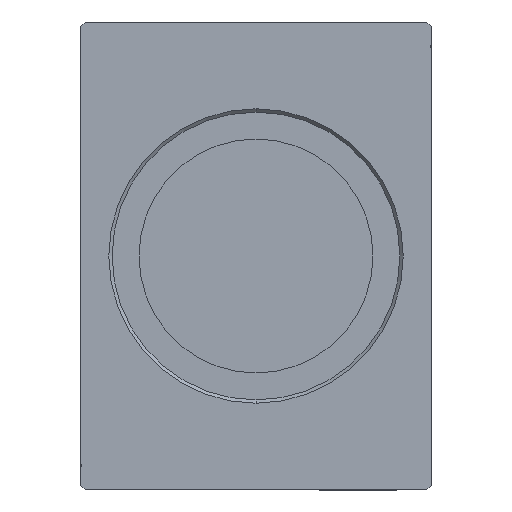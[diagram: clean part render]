
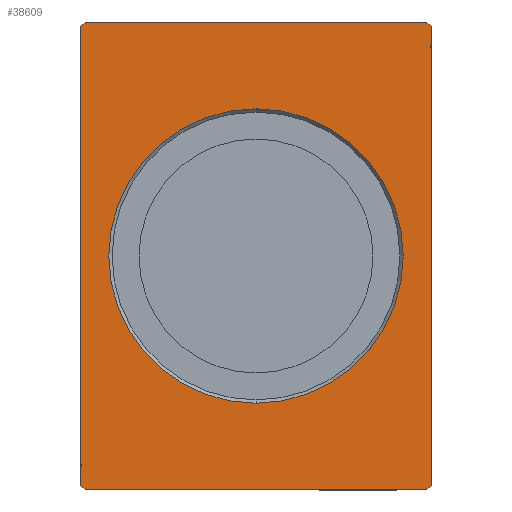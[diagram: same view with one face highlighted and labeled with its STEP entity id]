
A CAD part, left-side view. The second image highlights one B-rep face of the part: STEP entity #38609.
In plain terms, the highlighted planar face has unit normal (-1, 0, 0).
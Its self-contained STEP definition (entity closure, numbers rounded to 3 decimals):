
#153 = VERTEX_POINT ( 'NONE', #27331 ) ;
#541 = ORIENTED_EDGE ( 'NONE', *, *, #29254, .F. ) ;
#554 = CARTESIAN_POINT ( 'NONE',  ( 0., 36.5, 50. ) ) ;
#743 = CARTESIAN_POINT ( 'NONE',  ( 0., 0., 31.45 ) ) ;
#758 = LINE ( 'NONE', #554, #32319 ) ;
#1208 = CARTESIAN_POINT ( 'NONE',  ( 0., -36.5, 50. ) ) ;
#1463 = EDGE_CURVE ( 'NONE', #32845, #24145, #38319, .T. ) ;
#1805 = VERTEX_POINT ( 'NONE', #18088 ) ;
#1991 = VECTOR ( 'NONE', #19467, 1000. ) ;
#2353 = EDGE_CURVE ( 'NONE', #17375, #40695, #10146, .T. ) ;
#3027 = AXIS2_PLACEMENT_3D ( 'NONE', #6443, #6654, #19621 ) ;
#3202 = ORIENTED_EDGE ( 'NONE', *, *, #27470, .T. ) ;
#3783 = VECTOR ( 'NONE', #36257, 1000. ) ;
#4998 = VECTOR ( 'NONE', #7512, 1000. ) ;
#5209 = VERTEX_POINT ( 'NONE', #27703 ) ;
#5428 = CARTESIAN_POINT ( 'NONE',  ( 0., -37.5, -49. ) ) ;
#5688 = VECTOR ( 'NONE', #27918, 1000. ) ;
#6287 = CARTESIAN_POINT ( 'NONE',  ( 0., -36.5, -50. ) ) ;
#6443 = CARTESIAN_POINT ( 'NONE',  ( 0., 0., 0. ) ) ;
#6654 = DIRECTION ( 'NONE',  ( 1., 0., 0. ) ) ;
#7353 = DIRECTION ( 'NONE',  ( 0., -1., 0. ) ) ;
#7512 = DIRECTION ( 'NONE',  ( 0., 0., -1. ) ) ;
#7810 = CIRCLE ( 'NONE', #31593, 31.45 ) ;
#8734 = AXIS2_PLACEMENT_3D ( 'NONE', #27480, #40441, #24294 ) ;
#9122 = VECTOR ( 'NONE', #10773, 1000. ) ;
#10146 = LINE ( 'NONE', #1208, #9122 ) ;
#10297 = CARTESIAN_POINT ( 'NONE',  ( 0., 37.5, 49. ) ) ;
#10773 = DIRECTION ( 'NONE',  ( 0., -0.707, -0.707 ) ) ;
#10998 = EDGE_LOOP ( 'NONE', ( #3202, #27778 ) ) ;
#12121 = CARTESIAN_POINT ( 'NONE',  ( 0., -36.5, 50. ) ) ;
#13601 = ORIENTED_EDGE ( 'NONE', *, *, #23126, .F. ) ;
#14293 = FACE_OUTER_BOUND ( 'NONE', #37217, .T. ) ;
#14339 = DIRECTION ( 'NONE',  ( 0., 0., -1. ) ) ;
#15169 = CARTESIAN_POINT ( 'NONE',  ( 0., 37.5, 49. ) ) ;
#16699 = LINE ( 'NONE', #6287, #1991 ) ;
#17130 = CARTESIAN_POINT ( 'NONE',  ( 0., 36.5, -50. ) ) ;
#17323 = CARTESIAN_POINT ( 'NONE',  ( 0., 0., 0. ) ) ;
#17375 = VERTEX_POINT ( 'NONE', #12121 ) ;
#17497 = LINE ( 'NONE', #39822, #4998 ) ;
#17533 = DIRECTION ( 'NONE',  ( 1., 0., 0. ) ) ;
#18088 = CARTESIAN_POINT ( 'NONE',  ( 0., 36.5, -50. ) ) ;
#19070 = EDGE_CURVE ( 'NONE', #40695, #22843, #17497, .T. ) ;
#19467 = DIRECTION ( 'NONE',  ( 0., 1., 0. ) ) ;
#19621 = DIRECTION ( 'NONE',  ( 0., 0., -1. ) ) ;
#20821 = ORIENTED_EDGE ( 'NONE', *, *, #2353, .F. ) ;
#22640 = CARTESIAN_POINT ( 'NONE',  ( 0., 0., -31.45 ) ) ;
#22715 = CIRCLE ( 'NONE', #3027, 31.45 ) ;
#22843 = VERTEX_POINT ( 'NONE', #5428 ) ;
#23126 = EDGE_CURVE ( 'NONE', #24145, #5209, #33252, .T. ) ;
#23153 = ORIENTED_EDGE ( 'NONE', *, *, #40173, .F. ) ;
#23295 = CARTESIAN_POINT ( 'NONE',  ( 0., -37.5, -49. ) ) ;
#24145 = VERTEX_POINT ( 'NONE', #15169 ) ;
#24294 = DIRECTION ( 'NONE',  ( 0., 0., -1. ) ) ;
#24568 = LINE ( 'NONE', #17130, #25597 ) ;
#25235 = EDGE_CURVE ( 'NONE', #25947, #27425, #22715, .T. ) ;
#25597 = VECTOR ( 'NONE', #30322, 1000. ) ;
#25947 = VERTEX_POINT ( 'NONE', #22640 ) ;
#26359 = ORIENTED_EDGE ( 'NONE', *, *, #32943, .F. ) ;
#27273 = PLANE ( 'NONE',  #8734 ) ;
#27331 = CARTESIAN_POINT ( 'NONE',  ( 0., -36.5, -50. ) ) ;
#27425 = VERTEX_POINT ( 'NONE', #743 ) ;
#27470 = EDGE_CURVE ( 'NONE', #27425, #25947, #7810, .T. ) ;
#27480 = CARTESIAN_POINT ( 'NONE',  ( 0., 0., 0. ) ) ;
#27703 = CARTESIAN_POINT ( 'NONE',  ( 0., 36.5, 50. ) ) ;
#27778 = ORIENTED_EDGE ( 'NONE', *, *, #25235, .T. ) ;
#27918 = DIRECTION ( 'NONE',  ( 0., 0., 1. ) ) ;
#28320 = CARTESIAN_POINT ( 'NONE',  ( 0., -37.5, 49. ) ) ;
#29254 = EDGE_CURVE ( 'NONE', #5209, #17375, #758, .T. ) ;
#29392 = EDGE_CURVE ( 'NONE', #22843, #153, #30096, .T. ) ;
#30096 = LINE ( 'NONE', #23295, #3783 ) ;
#30322 = DIRECTION ( 'NONE',  ( 0., 0.707, 0.707 ) ) ;
#30464 = FACE_BOUND ( 'NONE', #10998, .T. ) ;
#30894 = CARTESIAN_POINT ( 'NONE',  ( 0., 37.5, -49. ) ) ;
#31593 = AXIS2_PLACEMENT_3D ( 'NONE', #17323, #17533, #14339 ) ;
#32319 = VECTOR ( 'NONE', #7353, 1000. ) ;
#32845 = VERTEX_POINT ( 'NONE', #36885 ) ;
#32943 = EDGE_CURVE ( 'NONE', #1805, #32845, #24568, .T. ) ;
#33252 = LINE ( 'NONE', #10297, #41746 ) ;
#34952 = ORIENTED_EDGE ( 'NONE', *, *, #19070, .F. ) ;
#36019 = DIRECTION ( 'NONE',  ( 0., -0.707, 0.707 ) ) ;
#36257 = DIRECTION ( 'NONE',  ( 0., 0.707, -0.707 ) ) ;
#36885 = CARTESIAN_POINT ( 'NONE',  ( 0., 37.5, -49. ) ) ;
#37217 = EDGE_LOOP ( 'NONE', ( #13601, #38483, #26359, #23153, #38849, #34952, #20821, #541 ) ) ;
#38319 = LINE ( 'NONE', #30894, #5688 ) ;
#38483 = ORIENTED_EDGE ( 'NONE', *, *, #1463, .F. ) ;
#38609 = ADVANCED_FACE ( 'NONE', ( #30464, #14293 ), #27273, .F. ) ;
#38849 = ORIENTED_EDGE ( 'NONE', *, *, #29392, .F. ) ;
#39822 = CARTESIAN_POINT ( 'NONE',  ( 0., -37.5, 49. ) ) ;
#40173 = EDGE_CURVE ( 'NONE', #153, #1805, #16699, .T. ) ;
#40441 = DIRECTION ( 'NONE',  ( 1., 0., 0. ) ) ;
#40695 = VERTEX_POINT ( 'NONE', #28320 ) ;
#41746 = VECTOR ( 'NONE', #36019, 1000. ) ;
